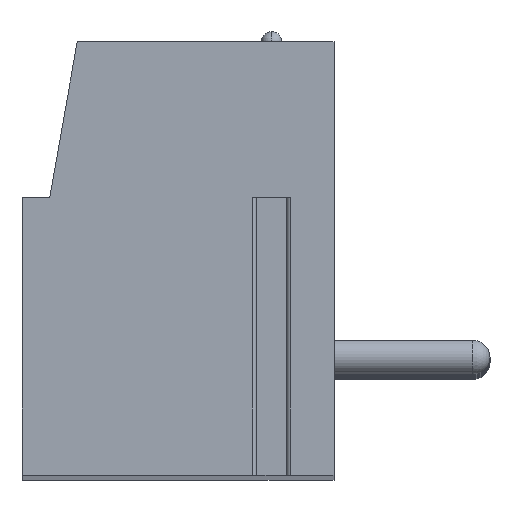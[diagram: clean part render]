
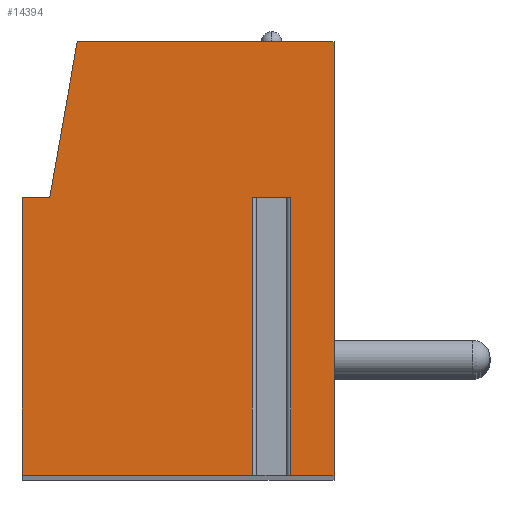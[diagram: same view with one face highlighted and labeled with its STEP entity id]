
A CAD part, top view. The second image highlights one B-rep face of the part: STEP entity #14394.
In plain terms, the highlighted planar face has unit normal (0, 0, 1).
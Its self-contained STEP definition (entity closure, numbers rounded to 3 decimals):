
#13=DIRECTION('',(-1.,0.,0.));
#14=VECTOR('',#13,1.112);
#15=CARTESIAN_POINT('',(3.256,1.75,83.82));
#16=LINE('',#15,#14);
#17=DIRECTION('',(0.,-1.,0.));
#18=VECTOR('',#17,8.);
#19=CARTESIAN_POINT('',(2.144,1.75,83.82));
#20=LINE('',#19,#18);
#21=DIRECTION('',(1.,0.,0.));
#22=VECTOR('',#21,6.644);
#23=CARTESIAN_POINT('',(-4.5,-6.25,83.82));
#24=LINE('',#23,#22);
#25=DIRECTION('',(0.,-1.,0.));
#26=VECTOR('',#25,8.);
#27=CARTESIAN_POINT('',(-4.5,1.75,83.82));
#28=LINE('',#27,#26);
#29=DIRECTION('',(-1.,0.,0.));
#30=VECTOR('',#29,0.8);
#31=CARTESIAN_POINT('',(-3.7,1.75,83.82));
#32=LINE('',#31,#30);
#33=DIRECTION('',(-0.174,-0.985,0.));
#34=VECTOR('',#33,4.569);
#35=CARTESIAN_POINT('',(-2.907,6.25,83.82));
#36=LINE('',#35,#34);
#37=DIRECTION('',(-1.,0.,0.));
#38=VECTOR('',#37,7.407);
#39=CARTESIAN_POINT('',(4.5,6.25,83.82));
#40=LINE('',#39,#38);
#41=DIRECTION('',(0.,1.,0.));
#42=VECTOR('',#41,12.5);
#43=CARTESIAN_POINT('',(4.5,-6.25,83.82));
#44=LINE('',#43,#42);
#45=DIRECTION('',(1.,0.,0.));
#46=VECTOR('',#45,1.244);
#47=CARTESIAN_POINT('',(3.256,-6.25,83.82));
#48=LINE('',#47,#46);
#49=DIRECTION('',(0.,-1.,0.));
#50=VECTOR('',#49,8.);
#51=CARTESIAN_POINT('',(3.256,1.75,83.82));
#52=LINE('',#51,#50);
#11331=CARTESIAN_POINT('',(-3.7,1.75,83.82));
#11332=CARTESIAN_POINT('',(-4.5,1.75,83.82));
#11333=VERTEX_POINT('',#11331);
#11334=VERTEX_POINT('',#11332);
#11335=CARTESIAN_POINT('',(-4.5,-6.25,83.82));
#11336=VERTEX_POINT('',#11335);
#11337=CARTESIAN_POINT('',(4.5,-6.25,83.82));
#11338=CARTESIAN_POINT('',(4.5,6.25,83.82));
#11339=VERTEX_POINT('',#11337);
#11340=VERTEX_POINT('',#11338);
#11341=CARTESIAN_POINT('',(-2.907,6.25,83.82));
#11342=VERTEX_POINT('',#11341);
#11391=CARTESIAN_POINT('',(3.256,1.75,83.82));
#11392=CARTESIAN_POINT('',(2.144,1.75,83.82));
#11393=VERTEX_POINT('',#11391);
#11394=VERTEX_POINT('',#11392);
#11395=CARTESIAN_POINT('',(2.144,-6.25,83.82));
#11396=VERTEX_POINT('',#11395);
#11397=CARTESIAN_POINT('',(3.256,-6.25,83.82));
#11398=VERTEX_POINT('',#11397);
#14367=CARTESIAN_POINT('',(0.,0.,83.82));
#14368=DIRECTION('',(0.,0.,1.));
#14369=DIRECTION('',(1.,0.,0.));
#14370=AXIS2_PLACEMENT_3D('',#14367,#14368,#14369);
#14371=PLANE('',#14370);
#14373=ORIENTED_EDGE('',*,*,#14372,.T.);
#14375=ORIENTED_EDGE('',*,*,#14374,.T.);
#14377=ORIENTED_EDGE('',*,*,#14376,.F.);
#14379=ORIENTED_EDGE('',*,*,#14378,.F.);
#14381=ORIENTED_EDGE('',*,*,#14380,.F.);
#14383=ORIENTED_EDGE('',*,*,#14382,.F.);
#14385=ORIENTED_EDGE('',*,*,#14384,.F.);
#14387=ORIENTED_EDGE('',*,*,#14386,.F.);
#14389=ORIENTED_EDGE('',*,*,#14388,.F.);
#14391=ORIENTED_EDGE('',*,*,#14390,.F.);
#14392=EDGE_LOOP('',(#14373,#14375,#14377,#14379,#14381,#14383,#14385,#14387,
#14389,#14391));
#14393=FACE_OUTER_BOUND('',#14392,.F.);
#14372=EDGE_CURVE('',#11393,#11394,#16,.T.);
#14374=EDGE_CURVE('',#11394,#11396,#20,.T.);
#14376=EDGE_CURVE('',#11336,#11396,#24,.T.);
#14378=EDGE_CURVE('',#11334,#11336,#28,.T.);
#14380=EDGE_CURVE('',#11333,#11334,#32,.T.);
#14382=EDGE_CURVE('',#11342,#11333,#36,.T.);
#14384=EDGE_CURVE('',#11340,#11342,#40,.T.);
#14386=EDGE_CURVE('',#11339,#11340,#44,.T.);
#14388=EDGE_CURVE('',#11398,#11339,#48,.T.);
#14390=EDGE_CURVE('',#11393,#11398,#52,.T.);
#14394=ADVANCED_FACE('',(#14393),#14371,.T.);
